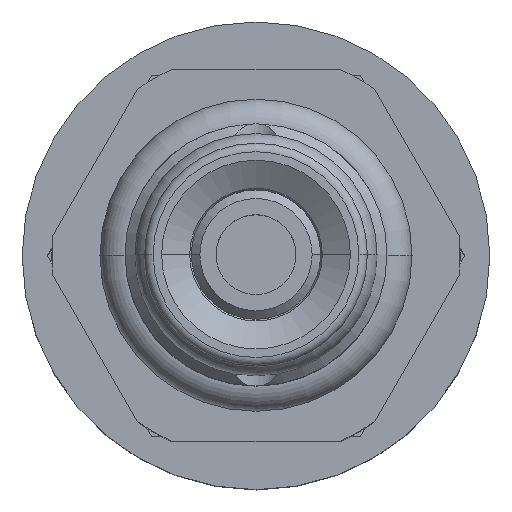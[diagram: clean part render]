
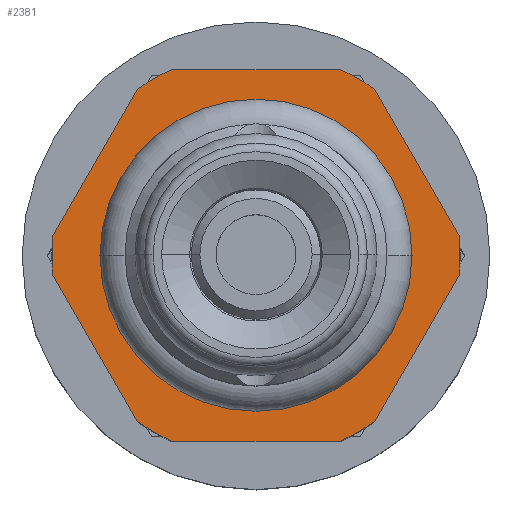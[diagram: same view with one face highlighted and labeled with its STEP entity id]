
A CAD part, top view. The second image highlights one B-rep face of the part: STEP entity #2381.
In plain terms, the highlighted planar face has unit normal (0, 0, 1).
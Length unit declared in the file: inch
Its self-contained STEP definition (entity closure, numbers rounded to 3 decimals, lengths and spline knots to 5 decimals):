
#443=DIRECTION('',(-0.5,0.866,0.));
#444=VECTOR('',#443,0.19857);
#445=CARTESIAN_POINT('',(-0.13958,-0.19523,0.));
#446=LINE('',#445,#444);
#447=CARTESIAN_POINT('',(0.,0.,0.));
#448=DIRECTION('',(0.,0.,1.));
#449=DIRECTION('',(-0.995,0.097,0.));
#450=AXIS2_PLACEMENT_3D('',#447,#448,#449);
#452=DIRECTION('',(0.5,0.866,0.));
#453=VECTOR('',#452,0.19857);
#454=CARTESIAN_POINT('',(-0.23887,0.02327,0.));
#455=LINE('',#454,#453);
#456=CARTESIAN_POINT('',(0.,0.,0.));
#457=DIRECTION('',(0.,0.,1.));
#458=DIRECTION('',(-0.414,0.91,0.));
#459=AXIS2_PLACEMENT_3D('',#456,#457,#458);
#461=DIRECTION('',(1.,0.,0.));
#462=VECTOR('',#461,0.19857);
#463=CARTESIAN_POINT('',(-0.09929,0.2185,0.));
#464=LINE('',#463,#462);
#465=CARTESIAN_POINT('',(0.,0.,0.));
#466=DIRECTION('',(0.,0.,1.));
#467=DIRECTION('',(0.582,0.813,0.));
#468=AXIS2_PLACEMENT_3D('',#465,#466,#467);
#470=DIRECTION('',(0.5,-0.866,0.));
#471=VECTOR('',#470,0.19857);
#472=CARTESIAN_POINT('',(0.13958,0.19523,0.));
#473=LINE('',#472,#471);
#474=CARTESIAN_POINT('',(0.,0.,0.));
#475=DIRECTION('',(0.,0.,1.));
#476=DIRECTION('',(0.995,-0.097,0.));
#477=AXIS2_PLACEMENT_3D('',#474,#475,#476);
#479=DIRECTION('',(-0.5,-0.866,0.));
#480=VECTOR('',#479,0.19857);
#481=CARTESIAN_POINT('',(0.23887,-0.02327,0.));
#482=LINE('',#481,#480);
#483=CARTESIAN_POINT('',(0.,0.,0.));
#484=DIRECTION('',(0.,0.,1.));
#485=DIRECTION('',(0.414,-0.91,0.));
#486=AXIS2_PLACEMENT_3D('',#483,#484,#485);
#488=DIRECTION('',(-1.,0.,0.));
#489=VECTOR('',#488,0.19857);
#490=CARTESIAN_POINT('',(0.09929,-0.2185,0.));
#491=LINE('',#490,#489);
#492=CARTESIAN_POINT('',(0.,0.,0.));
#493=DIRECTION('',(0.,0.,1.));
#494=DIRECTION('',(-0.582,-0.813,0.));
#495=AXIS2_PLACEMENT_3D('',#492,#493,#494);
#502=CARTESIAN_POINT('',(0.,0.,0.));
#503=DIRECTION('',(0.,0.,1.));
#504=DIRECTION('',(-1.,0.,0.));
#505=AXIS2_PLACEMENT_3D('',#502,#503,#504);
#526=CARTESIAN_POINT('',(0.,0.,0.));
#527=DIRECTION('',(0.,0.,1.));
#528=DIRECTION('',(1.,0.,0.));
#529=AXIS2_PLACEMENT_3D('',#526,#527,#528);
#1438=CARTESIAN_POINT('',(-0.154,0.,0.));
#1439=CARTESIAN_POINT('',(0.154,0.,0.));
#1440=VERTEX_POINT('',#1438);
#1441=VERTEX_POINT('',#1439);
#1494=CARTESIAN_POINT('',(-0.13958,-0.19523,0.));
#1495=CARTESIAN_POINT('',(-0.23887,-0.02327,0.));
#1496=VERTEX_POINT('',#1494);
#1497=VERTEX_POINT('',#1495);
#1498=CARTESIAN_POINT('',(-0.23887,0.02327,0.));
#1499=CARTESIAN_POINT('',(-0.13958,0.19523,0.));
#1500=VERTEX_POINT('',#1498);
#1501=VERTEX_POINT('',#1499);
#1502=CARTESIAN_POINT('',(0.13958,0.19523,0.));
#1503=CARTESIAN_POINT('',(0.23887,0.02327,0.));
#1504=VERTEX_POINT('',#1502);
#1505=VERTEX_POINT('',#1503);
#1506=CARTESIAN_POINT('',(0.23887,-0.02327,0.));
#1507=CARTESIAN_POINT('',(0.13958,-0.19523,0.));
#1508=VERTEX_POINT('',#1506);
#1509=VERTEX_POINT('',#1507);
#1510=CARTESIAN_POINT('',(-0.09929,0.2185,0.));
#1511=CARTESIAN_POINT('',(0.09929,0.2185,0.));
#1512=VERTEX_POINT('',#1510);
#1513=VERTEX_POINT('',#1511);
#1514=CARTESIAN_POINT('',(0.09929,-0.2185,0.));
#1515=CARTESIAN_POINT('',(-0.09929,-0.2185,0.));
#1516=VERTEX_POINT('',#1514);
#1517=VERTEX_POINT('',#1515);
#2356=CARTESIAN_POINT('',(0.,0.,0.));
#2357=DIRECTION('',(0.,0.,-1.));
#2358=DIRECTION('',(1.,0.,0.));
#2359=AXIS2_PLACEMENT_3D('',#2356,#2357,#2358);
#2360=PLANE('',#2359);
#2361=ORIENTED_EDGE('',*,*,#2100,.T.);
#2362=ORIENTED_EDGE('',*,*,#2122,.F.);
#2363=ORIENTED_EDGE('',*,*,#2145,.T.);
#2364=ORIENTED_EDGE('',*,*,#2166,.F.);
#2365=ORIENTED_EDGE('',*,*,#2189,.T.);
#2366=ORIENTED_EDGE('',*,*,#2210,.F.);
#2367=ORIENTED_EDGE('',*,*,#2233,.T.);
#2368=ORIENTED_EDGE('',*,*,#2254,.F.);
#2369=ORIENTED_EDGE('',*,*,#2277,.T.);
#2370=ORIENTED_EDGE('',*,*,#2298,.F.);
#2371=ORIENTED_EDGE('',*,*,#2321,.T.);
#2372=ORIENTED_EDGE('',*,*,#2341,.F.);
#2373=EDGE_LOOP('',(#2361,#2362,#2363,#2364,#2365,#2366,#2367,#2368,#2369,#2370,
#2371,#2372));
#2374=FACE_OUTER_BOUND('',#2373,.F.);
#2376=ORIENTED_EDGE('',*,*,#2375,.T.);
#2378=ORIENTED_EDGE('',*,*,#2377,.T.);
#2379=EDGE_LOOP('',(#2376,#2378));
#2380=FACE_BOUND('',#2379,.F.);
#2381=ADVANCED_FACE('',(#2374,#2380),#2360,.F.);
#451=CIRCLE('',#450,0.24);
#460=CIRCLE('',#459,0.24);
#469=CIRCLE('',#468,0.24);
#478=CIRCLE('',#477,0.24);
#487=CIRCLE('',#486,0.24);
#496=CIRCLE('',#495,0.24);
#506=CIRCLE('',#505,0.154);
#530=CIRCLE('',#529,0.154);
#2100=EDGE_CURVE('',#1496,#1497,#446,.T.);
#2122=EDGE_CURVE('',#1500,#1497,#451,.T.);
#2145=EDGE_CURVE('',#1500,#1501,#455,.T.);
#2166=EDGE_CURVE('',#1512,#1501,#460,.T.);
#2189=EDGE_CURVE('',#1512,#1513,#464,.T.);
#2210=EDGE_CURVE('',#1504,#1513,#469,.T.);
#2233=EDGE_CURVE('',#1504,#1505,#473,.T.);
#2254=EDGE_CURVE('',#1508,#1505,#478,.T.);
#2277=EDGE_CURVE('',#1508,#1509,#482,.T.);
#2298=EDGE_CURVE('',#1516,#1509,#487,.T.);
#2321=EDGE_CURVE('',#1516,#1517,#491,.T.);
#2341=EDGE_CURVE('',#1496,#1517,#496,.T.);
#2375=EDGE_CURVE('',#1440,#1441,#506,.T.);
#2377=EDGE_CURVE('',#1441,#1440,#530,.T.);
